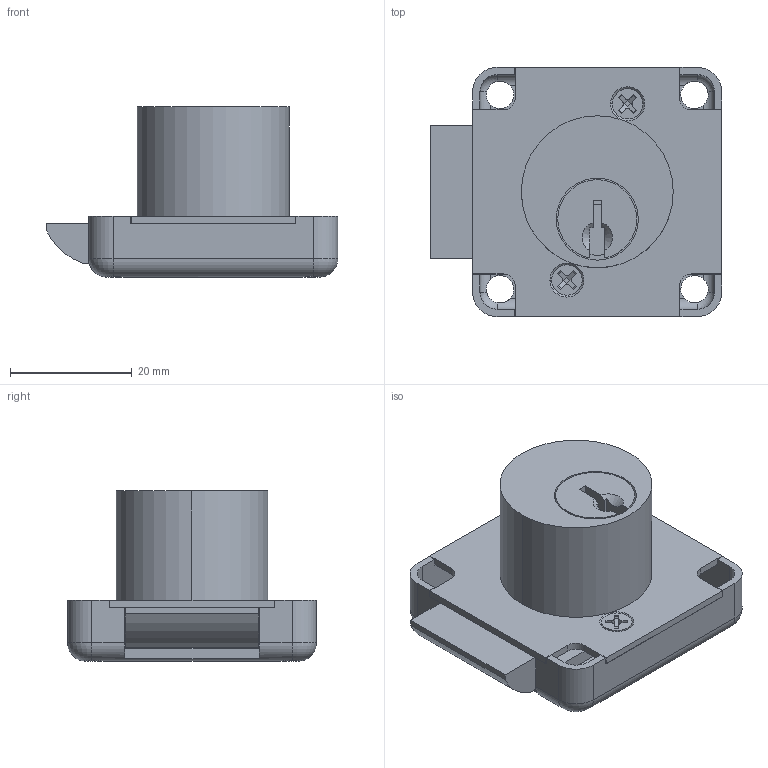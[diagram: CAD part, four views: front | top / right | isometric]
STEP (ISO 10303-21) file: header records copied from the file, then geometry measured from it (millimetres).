
FILE_DESCRIPTION (( 'STEP AP203' ), '1' );
FILE_NAME ('C-134-1-300.STEP', '2022-03-15T00:18:15', ( '' ), ( '' ), 'SwSTEP 2.0', 'SolidWorks 2021', '' );
FILE_SCHEMA (( 'CONFIG_CONTROL_DESIGN' ));
Length unit declared in the file: millimetre
Products named in the file (10): C-134-1_ケース_; C-134-1_シリンダー_; C-134-1-300; C-134-1_カバー、錠前組立_; C-134-1_プラグ_; C-134-1_ケース組立_; C-134-1_十字穴付皿小ねじ_内径基準ver1.02__M3x6十字穴付小頭皿小ねじ(SUS)サッシビス; C-134-1_ラッチ_; C-134-1_カバー_; C-134-1_錠前組立_
Assembly tree (10 placements, depth 4):
  C-134-1-300
    C-134-1_カバー、錠前組立_
      C-134-1_カバー_
      C-134-1_錠前組立_
        C-134-1_シリンダー_
        C-134-1_プラグ_
    C-134-1_ケース組立_
      C-134-1_ケース_
    C-134-1_ラッチ_
    C-134-1_十字穴付皿小ねじ_内径基準ver1.02__M3x6十字穴付小頭皿小ねじ(SUS)サッシビス  x2
Bounding box: 48 x 41 x 28 mm (x, y, z)
Volume: 15830.9 mm3; surface area: 14931.6 mm2
Topology: 7 solids, 7 shells, 223 faces, 608 edges, 396 vertices
Faces by surface type: plane 125, cylinder 76, cone 14, torus 8
Entity records: 7312 total; most frequent: CARTESIAN_POINT 1374, ORIENTED_EDGE 1032, DIRECTION 1023, EDGE_CURVE 516, AXIS2_PLACEMENT_3D 350, VERTEX_POINT 336, VECTOR 323, LINE 323
